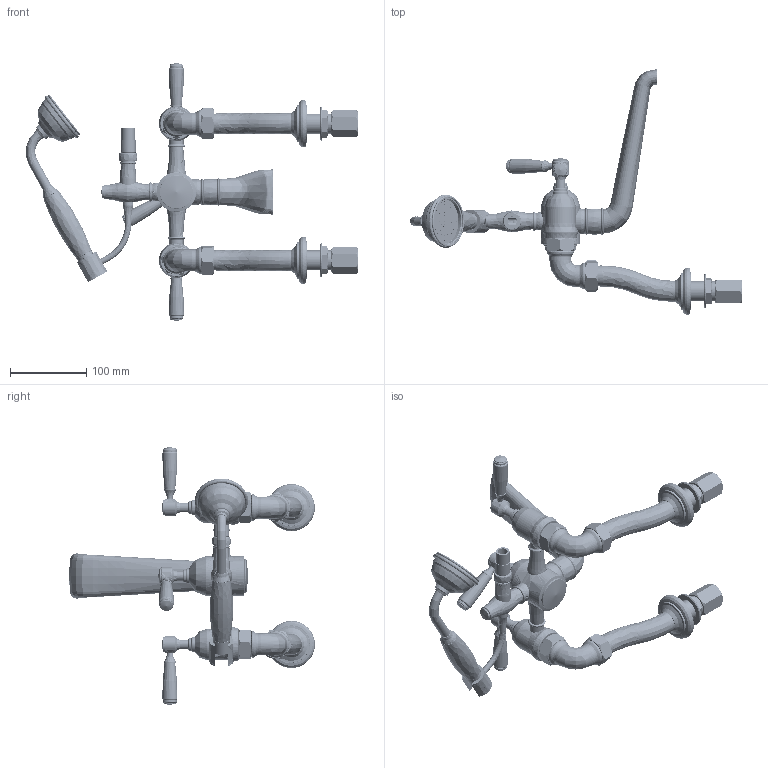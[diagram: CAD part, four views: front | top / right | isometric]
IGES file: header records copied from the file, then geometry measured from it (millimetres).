
Global section: file name: V2KA30-C M W GBC; native system: Autodesk Inventor 2018; preprocessor: unknown; author: sbajwa; date: 20180122.104309; units: millimetre
Bounding box: 436.64 x 323.11 x 339.45 mm (x, y, z)
Volume: 942878.6 mm3; surface area: 457090.6 mm2
Topology: 105 solids, 111 shells, 3173 faces, 8939 edges, 6088 vertices
Faces by surface type: bspline 3173
